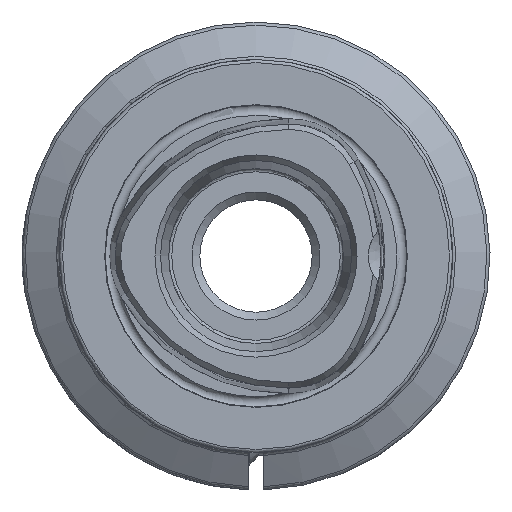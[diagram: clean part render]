
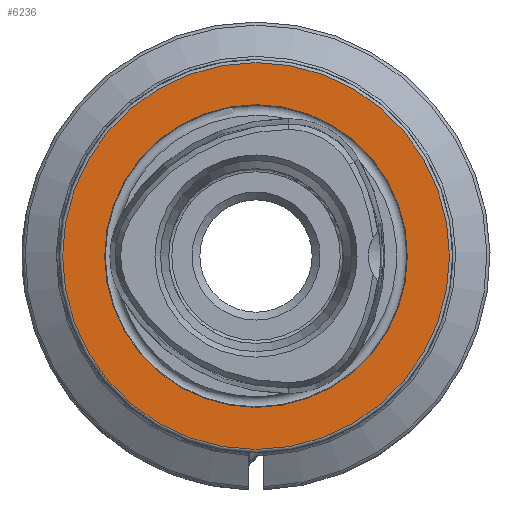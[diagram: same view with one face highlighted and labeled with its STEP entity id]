
A CAD part, left-side view. The second image highlights one B-rep face of the part: STEP entity #6236.
In plain terms, the highlighted planar face has unit normal (-1, 0, 0).
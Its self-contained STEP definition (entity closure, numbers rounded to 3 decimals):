
#355 = CARTESIAN_POINT ( 'NONE',  ( 0., 0., 0. ) ) ;
#2086 = EDGE_LOOP ( 'NONE', ( #4746 ) ) ;
#2617 = AXIS2_PLACEMENT_3D ( 'NONE', #355, #5585, #2619 ) ;
#2619 = DIRECTION ( 'NONE',  ( 0., 0., 1. ) ) ;
#3496 = DIRECTION ( 'NONE',  ( 0., 0., -1. ) ) ;
#4001 = VERTEX_POINT ( 'NONE', #6379 ) ;
#4319 = DIRECTION ( 'NONE',  ( -1., 0., 0. ) ) ;
#4699 = AXIS2_PLACEMENT_3D ( 'NONE', #9382, #8020, #3496 ) ;
#4730 = FACE_BOUND ( 'NONE', #2086, .T. ) ;
#4746 = ORIENTED_EDGE ( 'NONE', *, *, #8635, .F. ) ;
#4824 = AXIS2_PLACEMENT_3D ( 'NONE', #5826, #4319, #9509 ) ;
#5200 = VERTEX_POINT ( 'NONE', #9336 ) ;
#5585 = DIRECTION ( 'NONE',  ( -1., 0., 0. ) ) ;
#5680 = PLANE ( 'NONE',  #4699 ) ;
#5826 = CARTESIAN_POINT ( 'NONE',  ( 0., 0., 0. ) ) ;
#5874 = EDGE_LOOP ( 'NONE', ( #7689 ) ) ;
#6236 = ADVANCED_FACE ( 'NONE', ( #4730, #7163 ), #5680, .F. ) ;
#6250 = EDGE_CURVE ( 'NONE', #4001, #4001, #8104, .T. ) ;
#6379 = CARTESIAN_POINT ( 'NONE',  ( 0., 0., 31. ) ) ;
#7163 = FACE_OUTER_BOUND ( 'NONE', #5874, .T. ) ;
#7689 = ORIENTED_EDGE ( 'NONE', *, *, #6250, .T. ) ;
#8020 = DIRECTION ( 'NONE',  ( 1., 0., 0. ) ) ;
#8104 = CIRCLE ( 'NONE', #4824, 31. ) ;
#8635 = EDGE_CURVE ( 'NONE', #5200, #5200, #8835, .T. ) ;
#8835 = CIRCLE ( 'NONE', #2617, 24.25 ) ;
#9336 = CARTESIAN_POINT ( 'NONE',  ( 0., 0., 24.25 ) ) ;
#9382 = CARTESIAN_POINT ( 'NONE',  ( 0., 24.25, 0. ) ) ;
#9509 = DIRECTION ( 'NONE',  ( 0., 0., 1. ) ) ;
